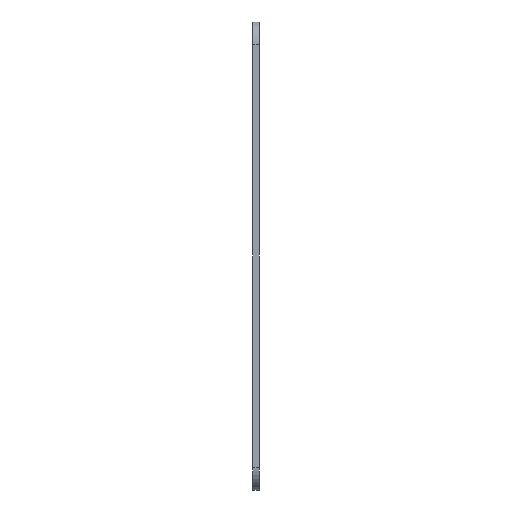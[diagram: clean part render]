
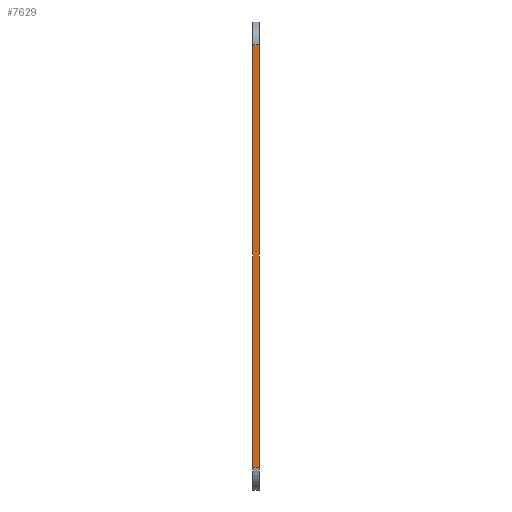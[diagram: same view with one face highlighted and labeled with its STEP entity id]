
A CAD part, left-side view. The second image highlights one B-rep face of the part: STEP entity #7629.
In plain terms, the highlighted planar face has unit normal (-1, 0, 0).
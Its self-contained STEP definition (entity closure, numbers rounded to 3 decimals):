
#320=PLANE('',#7901);
#681=FACE_OUTER_BOUND('',#1119,.T.);
#1119=EDGE_LOOP('',(#6693,#6694,#6695,#6696));
#1715=LINE('',#14330,#2385);
#1761=LINE('',#14512,#2431);
#1762=LINE('',#14515,#2432);
#1763=LINE('',#14516,#2433);
#2385=VECTOR('',#8769,10.);
#2431=VECTOR('',#8917,10.);
#2432=VECTOR('',#8920,10.);
#2433=VECTOR('',#8921,10.);
#3530=VERTEX_POINT('',#14327);
#3531=VERTEX_POINT('',#14329);
#3616=VERTEX_POINT('',#14510);
#3617=VERTEX_POINT('',#14514);
#4582=EDGE_CURVE('',#3530,#3531,#1715,.T.);
#4671=EDGE_CURVE('',#3531,#3616,#1761,.T.);
#4672=EDGE_CURVE('',#3617,#3530,#1762,.T.);
#4673=EDGE_CURVE('',#3616,#3617,#1763,.T.);
#6693=ORIENTED_EDGE('',*,*,#4671,.F.);
#6694=ORIENTED_EDGE('',*,*,#4582,.F.);
#6695=ORIENTED_EDGE('',*,*,#4672,.F.);
#6696=ORIENTED_EDGE('',*,*,#4673,.F.);
#7629=ADVANCED_FACE('',(#681),#320,.T.);
#7901=AXIS2_PLACEMENT_3D('',#14513,#8918,#8919);
#8769=DIRECTION('',(0.,0.,-1.));
#8917=DIRECTION('',(0.,1.,0.));
#8918=DIRECTION('center_axis',(-1.,0.,0.));
#8919=DIRECTION('ref_axis',(0.,0.,1.));
#8920=DIRECTION('',(0.,-1.,0.));
#8921=DIRECTION('',(0.,0.,1.));
#14327=CARTESIAN_POINT('',(-1.675,0.,87.625));
#14329=CARTESIAN_POINT('',(-1.675,0.,-5.375));
#14330=CARTESIAN_POINT('',(-1.675,0.,92.625));
#14510=CARTESIAN_POINT('',(-1.675,1.5,-5.375));
#14512=CARTESIAN_POINT('',(-1.675,0.,-5.375));
#14513=CARTESIAN_POINT('Origin',(-1.675,0.,-10.375));
#14514=CARTESIAN_POINT('',(-1.675,1.5,87.625));
#14515=CARTESIAN_POINT('',(-1.675,0.,87.625));
#14516=CARTESIAN_POINT('',(-1.675,1.5,92.625));
